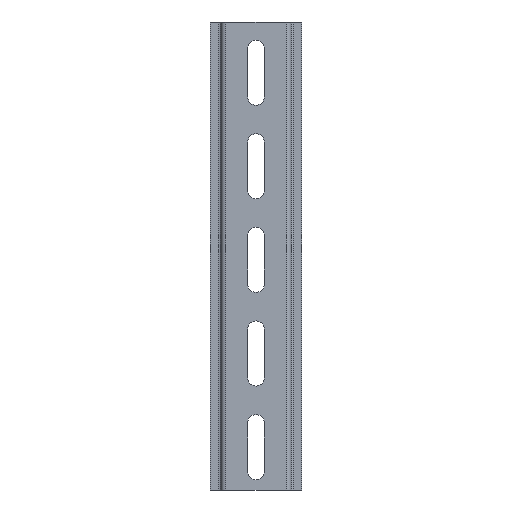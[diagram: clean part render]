
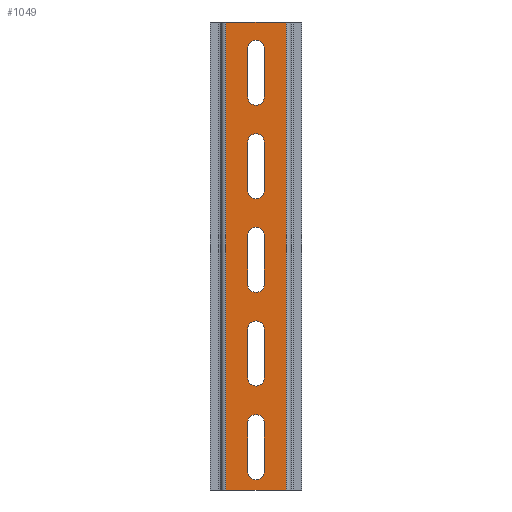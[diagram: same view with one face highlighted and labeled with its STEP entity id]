
A CAD part, front view. The second image highlights one B-rep face of the part: STEP entity #1049.
In plain terms, the highlighted planar face has unit normal (0, -1, 0).
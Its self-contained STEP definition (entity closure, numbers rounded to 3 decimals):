
#23=DIRECTION('',(1.,0.,0.));
#24=VECTOR('',#23,23.4);
#25=CARTESIAN_POINT('',(-11.7,-7.5,-90.));
#26=LINE('',#25,#24);
#235=DIRECTION('',(0.,0.,1.));
#236=VECTOR('',#235,180.);
#237=CARTESIAN_POINT('',(11.7,-7.5,-90.));
#238=LINE('',#237,#236);
#239=DIRECTION('',(0.,0.,1.));
#240=VECTOR('',#239,180.);
#241=CARTESIAN_POINT('',(-11.7,-7.5,-90.));
#242=LINE('',#241,#240);
#243=DIRECTION('',(0.,0.,1.));
#244=VECTOR('',#243,18.65);
#245=CARTESIAN_POINT('',(3.175,-7.5,-82.825));
#246=LINE('',#245,#244);
#247=CARTESIAN_POINT('',(0.,-7.5,-64.175));
#248=DIRECTION('',(0.,-1.,0.));
#249=DIRECTION('',(1.,0.,0.));
#250=AXIS2_PLACEMENT_3D('',#247,#248,#249);
#252=DIRECTION('',(0.,0.,-1.));
#253=VECTOR('',#252,18.65);
#254=CARTESIAN_POINT('',(-3.175,-7.5,-64.175));
#255=LINE('',#254,#253);
#256=CARTESIAN_POINT('',(0.,-7.5,-82.825));
#257=DIRECTION('',(0.,-1.,0.));
#258=DIRECTION('',(-1.,0.,0.));
#259=AXIS2_PLACEMENT_3D('',#256,#257,#258);
#261=DIRECTION('',(0.,0.,1.));
#262=VECTOR('',#261,18.65);
#263=CARTESIAN_POINT('',(3.175,-7.5,-46.825));
#264=LINE('',#263,#262);
#265=CARTESIAN_POINT('',(0.,-7.5,-28.175));
#266=DIRECTION('',(0.,-1.,0.));
#267=DIRECTION('',(1.,0.,0.));
#268=AXIS2_PLACEMENT_3D('',#265,#266,#267);
#270=DIRECTION('',(0.,0.,-1.));
#271=VECTOR('',#270,18.65);
#272=CARTESIAN_POINT('',(-3.175,-7.5,-28.175));
#273=LINE('',#272,#271);
#274=CARTESIAN_POINT('',(0.,-7.5,-46.825));
#275=DIRECTION('',(0.,-1.,0.));
#276=DIRECTION('',(-1.,0.,0.));
#277=AXIS2_PLACEMENT_3D('',#274,#275,#276);
#279=DIRECTION('',(0.,0.,1.));
#280=VECTOR('',#279,18.65);
#281=CARTESIAN_POINT('',(3.175,-7.5,-10.825));
#282=LINE('',#281,#280);
#283=CARTESIAN_POINT('',(0.,-7.5,7.825));
#284=DIRECTION('',(0.,-1.,0.));
#285=DIRECTION('',(1.,0.,0.));
#286=AXIS2_PLACEMENT_3D('',#283,#284,#285);
#288=DIRECTION('',(0.,0.,-1.));
#289=VECTOR('',#288,18.65);
#290=CARTESIAN_POINT('',(-3.175,-7.5,7.825));
#291=LINE('',#290,#289);
#292=CARTESIAN_POINT('',(0.,-7.5,-10.825));
#293=DIRECTION('',(0.,-1.,0.));
#294=DIRECTION('',(-1.,0.,0.));
#295=AXIS2_PLACEMENT_3D('',#292,#293,#294);
#297=DIRECTION('',(0.,0.,1.));
#298=VECTOR('',#297,18.65);
#299=CARTESIAN_POINT('',(3.175,-7.5,25.175));
#300=LINE('',#299,#298);
#301=CARTESIAN_POINT('',(0.,-7.5,43.825));
#302=DIRECTION('',(0.,-1.,0.));
#303=DIRECTION('',(1.,0.,0.));
#304=AXIS2_PLACEMENT_3D('',#301,#302,#303);
#306=DIRECTION('',(0.,0.,-1.));
#307=VECTOR('',#306,18.65);
#308=CARTESIAN_POINT('',(-3.175,-7.5,43.825));
#309=LINE('',#308,#307);
#310=CARTESIAN_POINT('',(0.,-7.5,25.175));
#311=DIRECTION('',(0.,-1.,0.));
#312=DIRECTION('',(-1.,0.,0.));
#313=AXIS2_PLACEMENT_3D('',#310,#311,#312);
#315=DIRECTION('',(0.,0.,1.));
#316=VECTOR('',#315,18.65);
#317=CARTESIAN_POINT('',(3.175,-7.5,61.175));
#318=LINE('',#317,#316);
#319=CARTESIAN_POINT('',(0.,-7.5,79.825));
#320=DIRECTION('',(0.,-1.,0.));
#321=DIRECTION('',(1.,0.,0.));
#322=AXIS2_PLACEMENT_3D('',#319,#320,#321);
#324=DIRECTION('',(0.,0.,-1.));
#325=VECTOR('',#324,18.65);
#326=CARTESIAN_POINT('',(-3.175,-7.5,79.825));
#327=LINE('',#326,#325);
#328=CARTESIAN_POINT('',(0.,-7.5,61.175));
#329=DIRECTION('',(0.,-1.,0.));
#330=DIRECTION('',(-1.,0.,0.));
#331=AXIS2_PLACEMENT_3D('',#328,#329,#330);
#415=DIRECTION('',(1.,0.,0.));
#416=VECTOR('',#415,23.4);
#417=CARTESIAN_POINT('',(-11.7,-7.5,90.));
#418=LINE('',#417,#416);
#527=CARTESIAN_POINT('',(-11.7,-7.5,-90.));
#528=VERTEX_POINT('',#527);
#529=CARTESIAN_POINT('',(11.7,-7.5,-90.));
#530=VERTEX_POINT('',#529);
#567=CARTESIAN_POINT('',(-11.7,-7.5,90.));
#568=VERTEX_POINT('',#567);
#569=CARTESIAN_POINT('',(11.7,-7.5,90.));
#570=VERTEX_POINT('',#569);
#597=CARTESIAN_POINT('',(3.175,-7.5,-82.825));
#598=CARTESIAN_POINT('',(3.175,-7.5,-64.175));
#599=VERTEX_POINT('',#597);
#600=VERTEX_POINT('',#598);
#601=CARTESIAN_POINT('',(-3.175,-7.5,-64.175));
#602=VERTEX_POINT('',#601);
#603=CARTESIAN_POINT('',(-3.175,-7.5,-82.825));
#604=VERTEX_POINT('',#603);
#613=CARTESIAN_POINT('',(3.175,-7.5,-46.825));
#614=CARTESIAN_POINT('',(3.175,-7.5,-28.175));
#615=VERTEX_POINT('',#613);
#616=VERTEX_POINT('',#614);
#617=CARTESIAN_POINT('',(-3.175,-7.5,-28.175));
#618=VERTEX_POINT('',#617);
#619=CARTESIAN_POINT('',(-3.175,-7.5,-46.825));
#620=VERTEX_POINT('',#619);
#629=CARTESIAN_POINT('',(3.175,-7.5,-10.825));
#630=CARTESIAN_POINT('',(3.175,-7.5,7.825));
#631=VERTEX_POINT('',#629);
#632=VERTEX_POINT('',#630);
#633=CARTESIAN_POINT('',(-3.175,-7.5,7.825));
#634=VERTEX_POINT('',#633);
#635=CARTESIAN_POINT('',(-3.175,-7.5,-10.825));
#636=VERTEX_POINT('',#635);
#645=CARTESIAN_POINT('',(3.175,-7.5,25.175));
#646=CARTESIAN_POINT('',(3.175,-7.5,43.825));
#647=VERTEX_POINT('',#645);
#648=VERTEX_POINT('',#646);
#649=CARTESIAN_POINT('',(-3.175,-7.5,43.825));
#650=VERTEX_POINT('',#649);
#651=CARTESIAN_POINT('',(-3.175,-7.5,25.175));
#652=VERTEX_POINT('',#651);
#661=CARTESIAN_POINT('',(3.175,-7.5,61.175));
#662=CARTESIAN_POINT('',(3.175,-7.5,79.825));
#663=VERTEX_POINT('',#661);
#664=VERTEX_POINT('',#662);
#665=CARTESIAN_POINT('',(-3.175,-7.5,79.825));
#666=VERTEX_POINT('',#665);
#667=CARTESIAN_POINT('',(-3.175,-7.5,61.175));
#668=VERTEX_POINT('',#667);
#986=CARTESIAN_POINT('',(-11.7,-7.5,-90.));
#987=DIRECTION('',(0.,-1.,0.));
#988=DIRECTION('',(1.,0.,0.));
#989=AXIS2_PLACEMENT_3D('',#986,#987,#988);
#990=PLANE('',#989);
#991=ORIENTED_EDGE('',*,*,#692,.F.);
#993=ORIENTED_EDGE('',*,*,#992,.T.);
#995=ORIENTED_EDGE('',*,*,#994,.T.);
#996=ORIENTED_EDGE('',*,*,#978,.F.);
#997=EDGE_LOOP('',(#991,#993,#995,#996));
#998=FACE_OUTER_BOUND('',#997,.F.);
#1000=ORIENTED_EDGE('',*,*,#999,.T.);
#1002=ORIENTED_EDGE('',*,*,#1001,.T.);
#1004=ORIENTED_EDGE('',*,*,#1003,.T.);
#1006=ORIENTED_EDGE('',*,*,#1005,.T.);
#1007=EDGE_LOOP('',(#1000,#1002,#1004,#1006));
#1008=FACE_BOUND('',#1007,.F.);
#1010=ORIENTED_EDGE('',*,*,#1009,.T.);
#1012=ORIENTED_EDGE('',*,*,#1011,.T.);
#1014=ORIENTED_EDGE('',*,*,#1013,.T.);
#1016=ORIENTED_EDGE('',*,*,#1015,.T.);
#1017=EDGE_LOOP('',(#1010,#1012,#1014,#1016));
#1018=FACE_BOUND('',#1017,.F.);
#1020=ORIENTED_EDGE('',*,*,#1019,.T.);
#1022=ORIENTED_EDGE('',*,*,#1021,.T.);
#1024=ORIENTED_EDGE('',*,*,#1023,.T.);
#1026=ORIENTED_EDGE('',*,*,#1025,.T.);
#1027=EDGE_LOOP('',(#1020,#1022,#1024,#1026));
#1028=FACE_BOUND('',#1027,.F.);
#1030=ORIENTED_EDGE('',*,*,#1029,.T.);
#1032=ORIENTED_EDGE('',*,*,#1031,.T.);
#1034=ORIENTED_EDGE('',*,*,#1033,.T.);
#1036=ORIENTED_EDGE('',*,*,#1035,.T.);
#1037=EDGE_LOOP('',(#1030,#1032,#1034,#1036));
#1038=FACE_BOUND('',#1037,.F.);
#1040=ORIENTED_EDGE('',*,*,#1039,.T.);
#1042=ORIENTED_EDGE('',*,*,#1041,.T.);
#1044=ORIENTED_EDGE('',*,*,#1043,.T.);
#1046=ORIENTED_EDGE('',*,*,#1045,.T.);
#1047=EDGE_LOOP('',(#1040,#1042,#1044,#1046));
#1048=FACE_BOUND('',#1047,.F.);
#251=CIRCLE('',#250,3.175);
#260=CIRCLE('',#259,3.175);
#269=CIRCLE('',#268,3.175);
#278=CIRCLE('',#277,3.175);
#287=CIRCLE('',#286,3.175);
#296=CIRCLE('',#295,3.175);
#305=CIRCLE('',#304,3.175);
#314=CIRCLE('',#313,3.175);
#323=CIRCLE('',#322,3.175);
#332=CIRCLE('',#331,3.175);
#692=EDGE_CURVE('',#528,#530,#26,.T.);
#978=EDGE_CURVE('',#530,#570,#238,.T.);
#992=EDGE_CURVE('',#528,#568,#242,.T.);
#994=EDGE_CURVE('',#568,#570,#418,.T.);
#999=EDGE_CURVE('',#599,#600,#246,.T.);
#1001=EDGE_CURVE('',#600,#602,#251,.T.);
#1003=EDGE_CURVE('',#602,#604,#255,.T.);
#1005=EDGE_CURVE('',#604,#599,#260,.T.);
#1009=EDGE_CURVE('',#615,#616,#264,.T.);
#1011=EDGE_CURVE('',#616,#618,#269,.T.);
#1013=EDGE_CURVE('',#618,#620,#273,.T.);
#1015=EDGE_CURVE('',#620,#615,#278,.T.);
#1019=EDGE_CURVE('',#631,#632,#282,.T.);
#1021=EDGE_CURVE('',#632,#634,#287,.T.);
#1023=EDGE_CURVE('',#634,#636,#291,.T.);
#1025=EDGE_CURVE('',#636,#631,#296,.T.);
#1029=EDGE_CURVE('',#647,#648,#300,.T.);
#1031=EDGE_CURVE('',#648,#650,#305,.T.);
#1033=EDGE_CURVE('',#650,#652,#309,.T.);
#1035=EDGE_CURVE('',#652,#647,#314,.T.);
#1039=EDGE_CURVE('',#663,#664,#318,.T.);
#1041=EDGE_CURVE('',#664,#666,#323,.T.);
#1043=EDGE_CURVE('',#666,#668,#327,.T.);
#1045=EDGE_CURVE('',#668,#663,#332,.T.);
#1049=ADVANCED_FACE('',(#998,#1008,#1018,#1028,#1038,#1048),#990,.T.);
